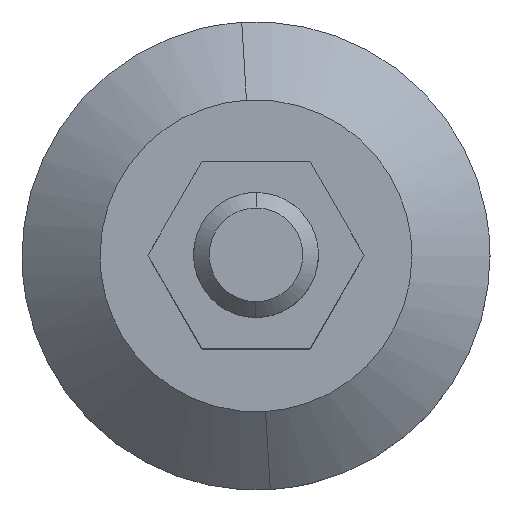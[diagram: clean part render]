
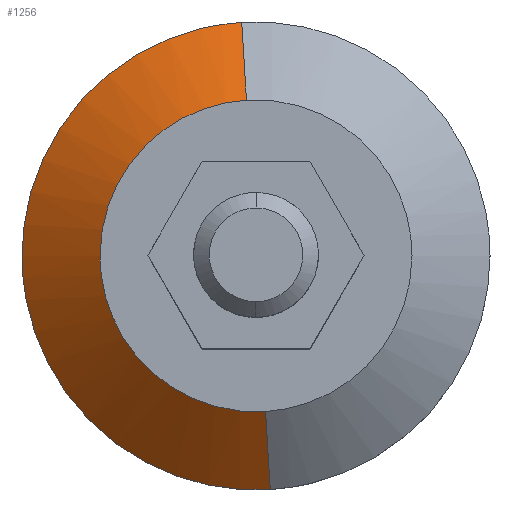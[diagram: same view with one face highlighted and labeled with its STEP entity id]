
A CAD part, top view. The second image highlights one B-rep face of the part: STEP entity #1256.
In plain terms, the highlighted free-form (B-spline) face has degree [2, 1] with [5, 2] control points.
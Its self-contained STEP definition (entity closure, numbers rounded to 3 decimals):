
#831=CARTESIAN_POINT('',(1.221,-19.963,17.));
#832=VERTEX_POINT('',#831);
#833=CARTESIAN_POINT('',(-20.0,0.0,17.0));
#834=VERTEX_POINT('',#833);
#835=CARTESIAN_POINT('',(1.221,-19.963,17.));
#836=CARTESIAN_POINT('',(0.611,-20.,17.));
#837=CARTESIAN_POINT('',(0.,-20.,17.));
#838=CARTESIAN_POINT('',(-20.,-20.,17.));
#839=CARTESIAN_POINT('',(-20.0,0.0,17.0));
#847=(BOUNDED_CURVE()B_SPLINE_CURVE(2,(#835,#836,#837,#838,#839),.UNSPECIFIED.,.F.,.U.)B_SPLINE_CURVE_WITH_KNOTS((3,2,3),(0.739,0.75,1.0),.UNSPECIFIED.)CURVE()GEOMETRIC_REPRESENTATION_ITEM()RATIONAL_B_SPLINE_CURVE((0.976,0.988,1.0,0.707,1.0))REPRESENTATION_ITEM(''));
#848=EDGE_CURVE('',#832,#834,#847,.T.);
#865=CARTESIAN_POINT('',(-1.221,19.963,17.));
#866=VERTEX_POINT('',#865);
#882=CARTESIAN_POINT('',(-20.0,0.0,17.0));
#883=CARTESIAN_POINT('',(-20.,18.814,17.));
#884=CARTESIAN_POINT('',(-1.221,19.963,17.));
#892=(BOUNDED_CURVE()B_SPLINE_CURVE(2,(#882,#883,#884),.UNSPECIFIED.,.F.,.U.)B_SPLINE_CURVE_WITH_KNOTS((3,3),(0.0,0.239),.UNSPECIFIED.)CURVE()GEOMETRIC_REPRESENTATION_ITEM()RATIONAL_B_SPLINE_CURVE((1.0,0.72,0.976))REPRESENTATION_ITEM(''));
#893=EDGE_CURVE('',#834,#866,#892,.T.);
#1153=CARTESIAN_POINT('',(-1.831,29.944,8.609));
#1154=VERTEX_POINT('',#1153);
#1155=CARTESIAN_POINT('',(-1.221,19.963,17.));
#1156=CARTESIAN_POINT('',(-1.831,29.944,8.609));
#1157=QUASI_UNIFORM_CURVE('',1,(#1155,#1156),.UNSPECIFIED.,.F.,.U.);
#1158=EDGE_CURVE('',#866,#1154,#1157,.T.);
#1162=CARTESIAN_POINT('',(1.831,-29.944,8.609));
#1163=VERTEX_POINT('',#1162);
#1164=CARTESIAN_POINT('',(1.221,-19.963,17.));
#1165=CARTESIAN_POINT('',(1.831,-29.944,8.609));
#1166=QUASI_UNIFORM_CURVE('',1,(#1164,#1165),.UNSPECIFIED.,.F.,.U.);
#1167=EDGE_CURVE('',#832,#1163,#1166,.T.);
#1202=CARTESIAN_POINT('',(1.206,-19.713,17.21));
#1203=CARTESIAN_POINT('',(-18.507,-20.919,17.21));
#1204=CARTESIAN_POINT('',(-19.713,-1.206,17.21));
#1205=CARTESIAN_POINT('',(-20.919,18.507,17.21));
#1206=CARTESIAN_POINT('',(-1.206,19.713,17.21));
#1207=CARTESIAN_POINT('',(1.847,-30.2,8.394));
#1208=CARTESIAN_POINT('',(-28.353,-32.047,8.394));
#1209=CARTESIAN_POINT('',(-30.2,-1.847,8.394));
#1210=CARTESIAN_POINT('',(-32.047,28.353,8.394));
#1211=CARTESIAN_POINT('',(-1.847,30.2,8.394));
#1219=(BOUNDED_SURFACE()B_SPLINE_SURFACE(2,1,((#1202,#1207),(#1203,#1208),(#1204,#1209),(#1205,#1210),(#1206,#1211)),.UNSPECIFIED.,.F.,.F.,.U.)B_SPLINE_SURFACE_WITH_KNOTS((3,2,3),(2,2),(0.0,50.13,100.26),(0.0,13.715),.UNSPECIFIED.)GEOMETRIC_REPRESENTATION_ITEM()RATIONAL_B_SPLINE_SURFACE(((1.0,1.0),(0.707,0.707),(1.0,1.0),(0.707,0.707),(1.0,1.0)))REPRESENTATION_ITEM('')SURFACE());
#1220=ORIENTED_EDGE('',*,*,#1158,.T.);
#1221=CARTESIAN_POINT('',(-30.0,0.0,8.609));
#1222=VERTEX_POINT('',#1221);
#1223=CARTESIAN_POINT('',(-30.0,0.0,8.609));
#1224=CARTESIAN_POINT('',(-30.,28.221,8.609));
#1225=CARTESIAN_POINT('',(-1.831,29.944,8.609));
#1233=(BOUNDED_CURVE()B_SPLINE_CURVE(2,(#1223,#1224,#1225),.UNSPECIFIED.,.F.,.U.)B_SPLINE_CURVE_WITH_KNOTS((3,3),(0.0,0.239),.UNSPECIFIED.)CURVE()GEOMETRIC_REPRESENTATION_ITEM()RATIONAL_B_SPLINE_CURVE((1.0,0.72,0.976))REPRESENTATION_ITEM(''));
#1234=EDGE_CURVE('',#1222,#1154,#1233,.T.);
#1235=ORIENTED_EDGE('',*,*,#1234,.F.);
#1236=CARTESIAN_POINT('',(1.831,-29.944,8.609));
#1237=CARTESIAN_POINT('',(0.917,-30.,8.609));
#1238=CARTESIAN_POINT('',(0.,-30.,8.609));
#1239=CARTESIAN_POINT('',(-30.,-30.,8.609));
#1240=CARTESIAN_POINT('',(-30.0,0.0,8.609));
#1248=(BOUNDED_CURVE()B_SPLINE_CURVE(2,(#1236,#1237,#1238,#1239,#1240),.UNSPECIFIED.,.F.,.U.)B_SPLINE_CURVE_WITH_KNOTS((3,2,3),(0.739,0.75,1.0),.UNSPECIFIED.)CURVE()GEOMETRIC_REPRESENTATION_ITEM()RATIONAL_B_SPLINE_CURVE((0.976,0.988,1.0,0.707,1.0))REPRESENTATION_ITEM(''));
#1249=EDGE_CURVE('',#1163,#1222,#1248,.T.);
#1250=ORIENTED_EDGE('',*,*,#1249,.F.);
#1251=ORIENTED_EDGE('',*,*,#1167,.F.);
#1252=ORIENTED_EDGE('',*,*,#848,.T.);
#1253=ORIENTED_EDGE('',*,*,#893,.T.);
#1254=EDGE_LOOP('',(#1220,#1235,#1250,#1251,#1252,#1253));
#1255=FACE_OUTER_BOUND('',#1254,.T.);
#1256=ADVANCED_FACE('',(#1255),#1219,.T.);
